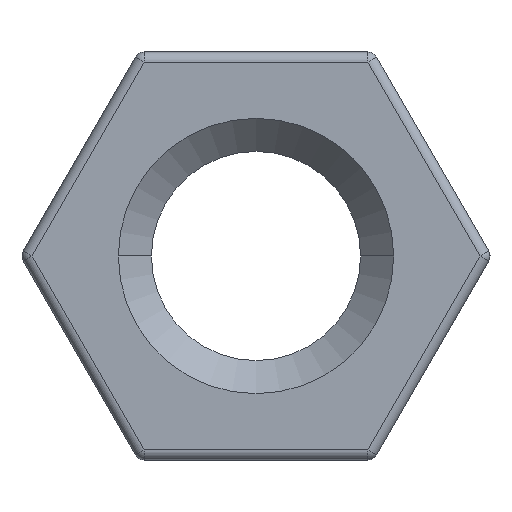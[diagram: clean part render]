
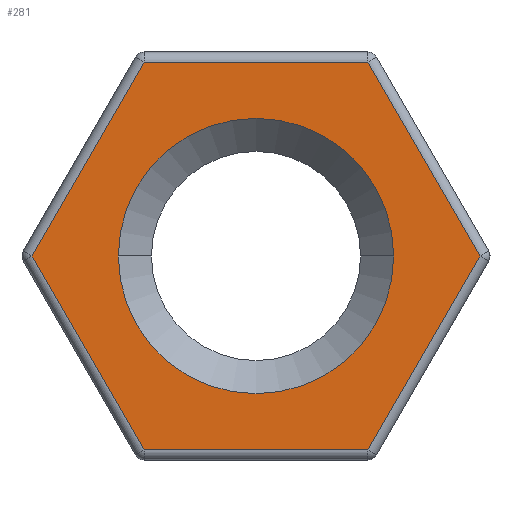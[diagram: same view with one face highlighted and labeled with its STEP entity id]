
A CAD part, left-side view. The second image highlights one B-rep face of the part: STEP entity #281.
In plain terms, the highlighted planar face has unit normal (-1, 0, 0).
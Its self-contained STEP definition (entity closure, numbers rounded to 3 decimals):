
#39 = ORIENTED_EDGE ( 'NONE', *, *, #781, .T. ) ;
#43 = DIRECTION ( 'NONE',  ( 0., 0.5, 0.866 ) ) ;
#58 = VERTEX_POINT ( 'NONE', #217 ) ;
#88 = CARTESIAN_POINT ( 'NONE',  ( 0., -1.645, -0.95 ) ) ;
#91 = VERTEX_POINT ( 'NONE', #1072 ) ;
#114 = EDGE_CURVE ( 'NONE', #423, #91, #1087, .T. ) ;
#138 = CARTESIAN_POINT ( 'NONE',  ( 0., 0., -1.9 ) ) ;
#217 = CARTESIAN_POINT ( 'NONE',  ( 0., -2.194, 0. ) ) ;
#229 = ORIENTED_EDGE ( 'NONE', *, *, #906, .T. ) ;
#237 = VERTEX_POINT ( 'NONE', #290 ) ;
#238 = VECTOR ( 'NONE', #939, 1000. ) ;
#276 = VERTEX_POINT ( 'NONE', #696 ) ;
#278 = VERTEX_POINT ( 'NONE', #856 ) ;
#281 = ADVANCED_FACE ( 'NONE', ( #897, #356 ), #878, .F. ) ;
#290 = CARTESIAN_POINT ( 'NONE',  ( 0., -1.35, 0. ) ) ;
#293 = DIRECTION ( 'NONE',  ( 1., 0., 0. ) ) ;
#298 = DIRECTION ( 'NONE',  ( 1., 0., 0. ) ) ;
#314 = VECTOR ( 'NONE', #1141, 1000. ) ;
#319 = DIRECTION ( 'NONE',  ( 0., -0.5, -0.866 ) ) ;
#323 = LINE ( 'NONE', #686, #1038 ) ;
#336 = ORIENTED_EDGE ( 'NONE', *, *, #684, .T. ) ;
#356 = FACE_BOUND ( 'NONE', #401, .T. ) ;
#381 = VECTOR ( 'NONE', #780, 1000. ) ;
#396 = EDGE_CURVE ( 'NONE', #91, #626, #1041, .T. ) ;
#401 = EDGE_LOOP ( 'NONE', ( #591, #229 ) ) ;
#423 = VERTEX_POINT ( 'NONE', #642 ) ;
#425 = ORIENTED_EDGE ( 'NONE', *, *, #1075, .T. ) ;
#431 = EDGE_LOOP ( 'NONE', ( #39, #425, #802, #1002, #336, #705 ) ) ;
#437 = VECTOR ( 'NONE', #920, 1000. ) ;
#462 = AXIS2_PLACEMENT_3D ( 'NONE', #915, #298, #991 ) ;
#481 = CARTESIAN_POINT ( 'NONE',  ( 0., 0., 1.9 ) ) ;
#538 = AXIS2_PLACEMENT_3D ( 'NONE', #911, #293, #988 ) ;
#583 = LINE ( 'NONE', #481, #314 ) ;
#591 = ORIENTED_EDGE ( 'NONE', *, *, #1163, .T. ) ;
#626 = VERTEX_POINT ( 'NONE', #771 ) ;
#634 = CARTESIAN_POINT ( 'NONE',  ( 0., 0., 0. ) ) ;
#642 = CARTESIAN_POINT ( 'NONE',  ( 0., 1.097, 1.9 ) ) ;
#649 = DIRECTION ( 'NONE',  ( 0., 1., 0. ) ) ;
#667 = LINE ( 'NONE', #138, #381 ) ;
#684 = EDGE_CURVE ( 'NONE', #626, #278, #667, .T. ) ;
#686 = CARTESIAN_POINT ( 'NONE',  ( 0., -1.645, 0.95 ) ) ;
#696 = CARTESIAN_POINT ( 'NONE',  ( 0., -1.097, 1.9 ) ) ;
#705 = ORIENTED_EDGE ( 'NONE', *, *, #945, .T. ) ;
#717 = CARTESIAN_POINT ( 'NONE',  ( 0., 1.645, 0.95 ) ) ;
#757 = LINE ( 'NONE', #88, #437 ) ;
#771 = CARTESIAN_POINT ( 'NONE',  ( 0., 1.097, -1.9 ) ) ;
#780 = DIRECTION ( 'NONE',  ( 0., -1., 0. ) ) ;
#781 = EDGE_CURVE ( 'NONE', #58, #276, #323, .T. ) ;
#794 = VERTEX_POINT ( 'NONE', #1129 ) ;
#802 = ORIENTED_EDGE ( 'NONE', *, *, #114, .T. ) ;
#819 = CIRCLE ( 'NONE', #538, 1.35 ) ;
#826 = AXIS2_PLACEMENT_3D ( 'NONE', #634, #891, #649 ) ;
#856 = CARTESIAN_POINT ( 'NONE',  ( 0., -1.097, -1.9 ) ) ;
#878 = PLANE ( 'NONE',  #826 ) ;
#891 = DIRECTION ( 'NONE',  ( 1., 0., 0. ) ) ;
#897 = FACE_OUTER_BOUND ( 'NONE', #431, .T. ) ;
#906 = EDGE_CURVE ( 'NONE', #237, #794, #819, .T. ) ;
#911 = CARTESIAN_POINT ( 'NONE',  ( 0., 0., 0. ) ) ;
#915 = CARTESIAN_POINT ( 'NONE',  ( 0., 0., 0. ) ) ;
#920 = DIRECTION ( 'NONE',  ( 0., -0.5, 0.866 ) ) ;
#939 = DIRECTION ( 'NONE',  ( 0., 0.5, -0.866 ) ) ;
#945 = EDGE_CURVE ( 'NONE', #278, #58, #757, .T. ) ;
#958 = CIRCLE ( 'NONE', #462, 1.35 ) ;
#988 = DIRECTION ( 'NONE',  ( 0., 1., 0. ) ) ;
#991 = DIRECTION ( 'NONE',  ( 0., 1., 0. ) ) ;
#1002 = ORIENTED_EDGE ( 'NONE', *, *, #396, .T. ) ;
#1009 = CARTESIAN_POINT ( 'NONE',  ( 0., 1.645, -0.95 ) ) ;
#1019 = VECTOR ( 'NONE', #319, 1000. ) ;
#1038 = VECTOR ( 'NONE', #43, 1000. ) ;
#1041 = LINE ( 'NONE', #1009, #1019 ) ;
#1072 = CARTESIAN_POINT ( 'NONE',  ( 0., 2.194, 0. ) ) ;
#1075 = EDGE_CURVE ( 'NONE', #276, #423, #583, .T. ) ;
#1087 = LINE ( 'NONE', #717, #238 ) ;
#1129 = CARTESIAN_POINT ( 'NONE',  ( 0., 1.35, 0. ) ) ;
#1141 = DIRECTION ( 'NONE',  ( 0., 1., 0. ) ) ;
#1163 = EDGE_CURVE ( 'NONE', #794, #237, #958, .T. ) ;
